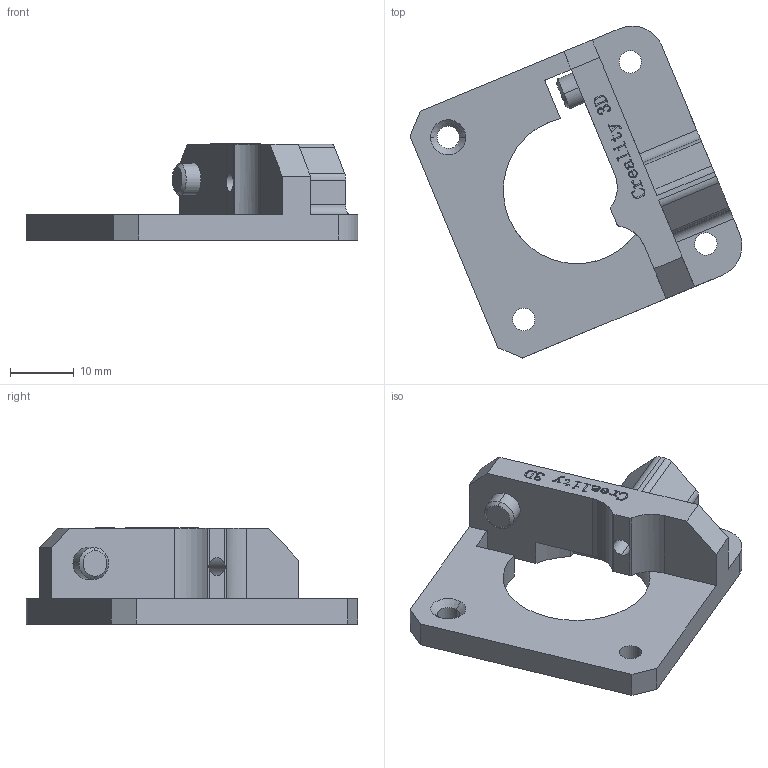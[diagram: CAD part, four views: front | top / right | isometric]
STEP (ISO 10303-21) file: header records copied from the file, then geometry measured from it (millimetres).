
FILE_DESCRIPTION (( 'STEP AP214' ), '1' );
FILE_NAME ('E housing.step', '2018-06-21T12:57:53', ( 'User' ), ( 'china' ), 'SwSTEP 2.0', 'SolidWorks 2016', '' );
FILE_SCHEMA (( 'AUTOMOTIVE_DESIGN' ));
Length unit declared in the file: millimetre
Products named in the file (1): E housing
Bounding box: 52.19 x 52.2 x 15.12 mm (x, y, z)
Volume: 8302.7 mm3; surface area: 5485.6 mm2
Topology: 2 solids, 2 shells, 580 faces, 1672 edges, 1112 vertices
Faces by surface type: cylinder 363, bspline 113, plane 96, cone 8
Entity records: 22081 total; most frequent: CARTESIAN_POINT 6834, ORIENTED_EDGE 3344, DIRECTION 3111, EDGE_CURVE 1672, AXIS2_PLACEMENT_3D 1206, VERTEX_POINT 1112, CIRCLE 738, VECTOR 699
